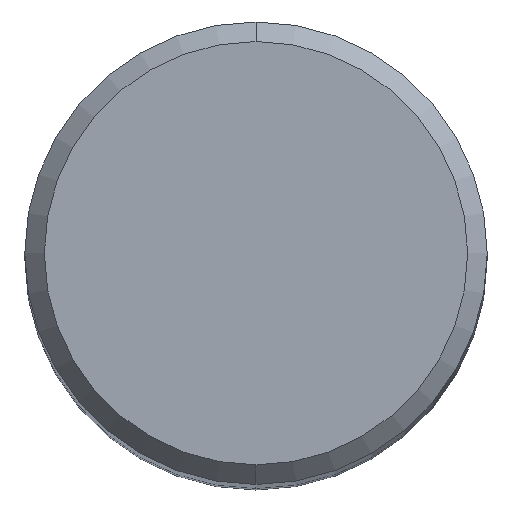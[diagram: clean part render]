
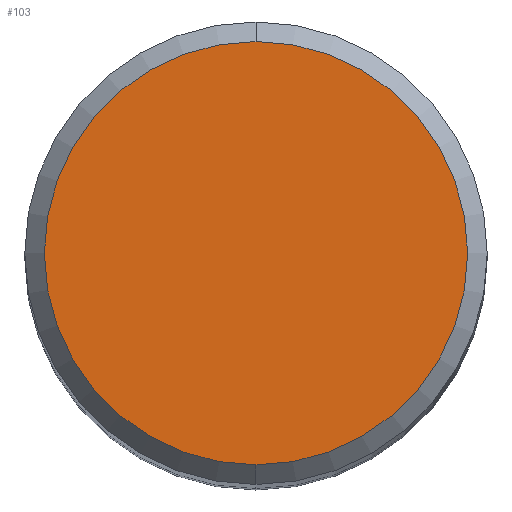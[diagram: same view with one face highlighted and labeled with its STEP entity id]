
A CAD part, top view. The second image highlights one B-rep face of the part: STEP entity #103.
In plain terms, the highlighted planar face has unit normal (0, 0, 1).
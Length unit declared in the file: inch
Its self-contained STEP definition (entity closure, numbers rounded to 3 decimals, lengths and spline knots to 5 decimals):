
#6 = VERTEX_POINT ( 'NONE', #217 ) ;
#7 = PLANE ( 'NONE',  #122 ) ;
#12 = ORIENTED_EDGE ( 'NONE', *, *, #270, .T. ) ;
#45 = DIRECTION ( 'NONE',  ( 0., 0., 1. ) ) ;
#79 = CIRCLE ( 'NONE', #347, 0.2162 ) ;
#80 = CARTESIAN_POINT ( 'NONE',  ( 0., 0., 0. ) ) ;
#85 = AXIS2_PLACEMENT_3D ( 'NONE', #80, #45, #216 ) ;
#91 = DIRECTION ( 'NONE',  ( 0., -1., 0. ) ) ;
#103 = ADVANCED_FACE ( 'NONE', ( #238 ), #7, .F. ) ;
#112 = DIRECTION ( 'NONE',  ( 0., 0., -1. ) ) ;
#122 = AXIS2_PLACEMENT_3D ( 'NONE', #403, #112, #248 ) ;
#166 = EDGE_CURVE ( 'NONE', #6, #203, #297, .T. ) ;
#167 = EDGE_LOOP ( 'NONE', ( #219, #12 ) ) ;
#203 = VERTEX_POINT ( 'NONE', #211 ) ;
#211 = CARTESIAN_POINT ( 'NONE',  ( 0., -0.2162, 0. ) ) ;
#216 = DIRECTION ( 'NONE',  ( 0., -1., 0. ) ) ;
#217 = CARTESIAN_POINT ( 'NONE',  ( 0., 0.2162, 0. ) ) ;
#219 = ORIENTED_EDGE ( 'NONE', *, *, #166, .T. ) ;
#238 = FACE_OUTER_BOUND ( 'NONE', #167, .T. ) ;
#248 = DIRECTION ( 'NONE',  ( 0., 1., 0. ) ) ;
#252 = CARTESIAN_POINT ( 'NONE',  ( 0., 0., 0. ) ) ;
#270 = EDGE_CURVE ( 'NONE', #203, #6, #79, .T. ) ;
#297 = CIRCLE ( 'NONE', #85, 0.2162 ) ;
#347 = AXIS2_PLACEMENT_3D ( 'NONE', #252, #382, #91 ) ;
#382 = DIRECTION ( 'NONE',  ( 0., 0., 1. ) ) ;
#403 = CARTESIAN_POINT ( 'NONE',  ( 0., 0.2162, 0. ) ) ;
